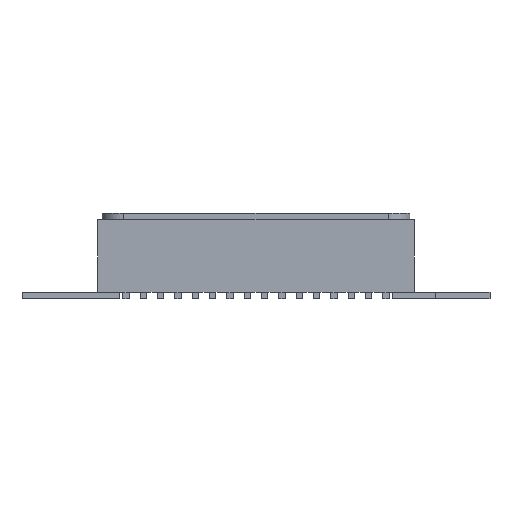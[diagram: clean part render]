
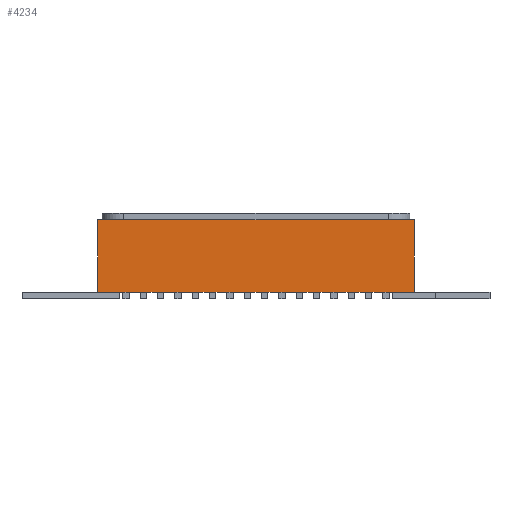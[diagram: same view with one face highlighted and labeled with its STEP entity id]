
A CAD part, left-side view. The second image highlights one B-rep face of the part: STEP entity #4234.
In plain terms, the highlighted planar face has unit normal (-1, 0, 0).
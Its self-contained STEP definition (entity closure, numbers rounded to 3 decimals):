
#4234=ADVANCED_FACE('',(#11013),#11015,.T.);
#11013=FACE_BOUND('',#11014,.T.);
#11014=EDGE_LOOP('',(#16488,#16489,#16490,#16491,#16492,#16493,#16494,#16495,#16496,
#16497,#16498,#16499,#16500,#16501,#16502,#16503,#16504,#16505,#16506,#16507,#16508,
#16509,#16510,#16511,#16512,#16513,#16514,#16515,#16516,#16517,#16518,#16519,#16520,
#16521,#16522,#16523));
#11015=PLANE('',#11016);
#11016=AXIS2_PLACEMENT_3D('',#11017,#11018,#11019);
#11017=CARTESIAN_POINT('',(0.,14.6,0.));
#11018=DIRECTION('',(-1.,0.,0.));
#11019=DIRECTION('',(0.,-1.,0.));
#16488=ORIENTED_EDGE('',*,*,#19907,.F.);
#16489=ORIENTED_EDGE('',*,*,#19908,.T.);
#16490=ORIENTED_EDGE('',*,*,#19909,.F.);
#16491=ORIENTED_EDGE('',*,*,#19910,.T.);
#16492=ORIENTED_EDGE('',*,*,#19911,.F.);
#16493=ORIENTED_EDGE('',*,*,#19912,.T.);
#16494=ORIENTED_EDGE('',*,*,#19913,.F.);
#16495=ORIENTED_EDGE('',*,*,#19914,.T.);
#16496=ORIENTED_EDGE('',*,*,#19915,.F.);
#16497=ORIENTED_EDGE('',*,*,#19916,.T.);
#16498=ORIENTED_EDGE('',*,*,#19917,.F.);
#16499=ORIENTED_EDGE('',*,*,#19918,.T.);
#16500=ORIENTED_EDGE('',*,*,#19919,.F.);
#16501=ORIENTED_EDGE('',*,*,#19920,.T.);
#16502=ORIENTED_EDGE('',*,*,#19921,.F.);
#16503=ORIENTED_EDGE('',*,*,#19922,.T.);
#16504=ORIENTED_EDGE('',*,*,#19923,.F.);
#16505=ORIENTED_EDGE('',*,*,#19924,.T.);
#16506=ORIENTED_EDGE('',*,*,#19925,.T.);
#16507=ORIENTED_EDGE('',*,*,#19836,.F.);
#16508=ORIENTED_EDGE('',*,*,#19897,.F.);
#16509=ORIENTED_EDGE('',*,*,#19926,.T.);
#16510=ORIENTED_EDGE('',*,*,#19927,.F.);
#16511=ORIENTED_EDGE('',*,*,#19928,.T.);
#16512=ORIENTED_EDGE('',*,*,#19929,.F.);
#16513=ORIENTED_EDGE('',*,*,#19930,.T.);
#16514=ORIENTED_EDGE('',*,*,#19931,.F.);
#16515=ORIENTED_EDGE('',*,*,#19932,.T.);
#16516=ORIENTED_EDGE('',*,*,#19933,.F.);
#16517=ORIENTED_EDGE('',*,*,#19934,.T.);
#16518=ORIENTED_EDGE('',*,*,#19935,.F.);
#16519=ORIENTED_EDGE('',*,*,#19936,.T.);
#16520=ORIENTED_EDGE('',*,*,#19937,.F.);
#16521=ORIENTED_EDGE('',*,*,#19938,.T.);
#16522=ORIENTED_EDGE('',*,*,#19939,.F.);
#16523=ORIENTED_EDGE('',*,*,#19940,.T.);
#19836=EDGE_CURVE('',#23109,#23111,#23112,.T.);
#19897=EDGE_CURVE('',#23230,#23109,#23232,.T.);
#19907=EDGE_CURVE('',#23250,#23251,#23252,.F.);
#19908=EDGE_CURVE('',#23250,#23253,#23254,.T.);
#19909=EDGE_CURVE('',#23255,#23253,#23256,.F.);
#19910=EDGE_CURVE('',#23255,#23257,#23258,.T.);
#19911=EDGE_CURVE('',#23259,#23257,#23260,.F.);
#19912=EDGE_CURVE('',#23259,#23261,#23262,.T.);
#19913=EDGE_CURVE('',#23263,#23261,#23264,.F.);
#19914=EDGE_CURVE('',#23263,#23265,#23266,.T.);
#19915=EDGE_CURVE('',#23267,#23265,#23268,.F.);
#19916=EDGE_CURVE('',#23267,#23269,#23270,.T.);
#19917=EDGE_CURVE('',#23271,#23269,#23272,.F.);
#19918=EDGE_CURVE('',#23271,#23273,#23274,.T.);
#19919=EDGE_CURVE('',#23275,#23273,#23276,.F.);
#19920=EDGE_CURVE('',#23275,#23277,#23278,.T.);
#19921=EDGE_CURVE('',#23279,#23277,#23280,.F.);
#19922=EDGE_CURVE('',#23279,#23281,#23282,.T.);
#19923=EDGE_CURVE('',#23283,#23281,#23284,.F.);
#19924=EDGE_CURVE('',#23283,#23285,#23286,.T.);
#19925=EDGE_CURVE('',#23285,#23111,#23287,.T.);
#19926=EDGE_CURVE('',#23230,#23288,#23289,.T.);
#19927=EDGE_CURVE('',#23290,#23288,#23291,.F.);
#19928=EDGE_CURVE('',#23290,#23292,#23293,.T.);
#19929=EDGE_CURVE('',#23294,#23292,#23295,.F.);
#19930=EDGE_CURVE('',#23294,#23296,#23297,.T.);
#19931=EDGE_CURVE('',#23298,#23296,#23299,.F.);
#19932=EDGE_CURVE('',#23298,#23300,#23301,.T.);
#19933=EDGE_CURVE('',#23302,#23300,#23303,.F.);
#19934=EDGE_CURVE('',#23302,#23304,#23305,.T.);
#19935=EDGE_CURVE('',#23306,#23304,#23307,.F.);
#19936=EDGE_CURVE('',#23306,#23308,#23309,.T.);
#19937=EDGE_CURVE('',#23310,#23308,#23311,.F.);
#19938=EDGE_CURVE('',#23310,#23312,#23313,.T.);
#19939=EDGE_CURVE('',#23314,#23312,#23315,.F.);
#19940=EDGE_CURVE('',#23314,#23251,#23316,.T.);
#23109=VERTEX_POINT('',#30207);
#23111=VERTEX_POINT('',#30211);
#23112=LINE('',#30212,#30213);
#23230=VERTEX_POINT('',#30450);
#23232=LINE('',#30454,#30455);
#23250=VERTEX_POINT('',#30492);
#23251=VERTEX_POINT('',#30493);
#23252=LINE('',#30494,#30495);
#23253=VERTEX_POINT('',#30497);
#23254=LINE('',#30498,#30499);
#23255=VERTEX_POINT('',#30501);
#23256=LINE('',#30502,#30503);
#23257=VERTEX_POINT('',#30505);
#23258=LINE('',#30506,#30507);
#23259=VERTEX_POINT('',#30509);
#23260=LINE('',#30510,#30511);
#23261=VERTEX_POINT('',#30513);
#23262=LINE('',#30514,#30515);
#23263=VERTEX_POINT('',#30517);
#23264=LINE('',#30518,#30519);
#23265=VERTEX_POINT('',#30521);
#23266=LINE('',#30522,#30523);
#23267=VERTEX_POINT('',#30525);
#23268=LINE('',#30526,#30527);
#23269=VERTEX_POINT('',#30529);
#23270=LINE('',#30530,#30531);
#23271=VERTEX_POINT('',#30533);
#23272=LINE('',#30534,#30535);
#23273=VERTEX_POINT('',#30537);
#23274=LINE('',#30538,#30539);
#23275=VERTEX_POINT('',#30541);
#23276=LINE('',#30542,#30543);
#23277=VERTEX_POINT('',#30545);
#23278=LINE('',#30546,#30547);
#23279=VERTEX_POINT('',#30549);
#23280=LINE('',#30550,#30551);
#23281=VERTEX_POINT('',#30553);
#23282=LINE('',#30554,#30555);
#23283=VERTEX_POINT('',#30557);
#23284=LINE('',#30558,#30559);
#23285=VERTEX_POINT('',#30561);
#23286=LINE('',#30562,#30563);
#23287=LINE('',#30565,#30566);
#23288=VERTEX_POINT('',#30568);
#23289=LINE('',#30569,#30570);
#23290=VERTEX_POINT('',#30572);
#23291=LINE('',#30573,#30574);
#23292=VERTEX_POINT('',#30576);
#23293=LINE('',#30577,#30578);
#23294=VERTEX_POINT('',#30580);
#23295=LINE('',#30581,#30582);
#23296=VERTEX_POINT('',#30584);
#23297=LINE('',#30585,#30586);
#23298=VERTEX_POINT('',#30588);
#23299=LINE('',#30589,#30590);
#23300=VERTEX_POINT('',#30592);
#23301=LINE('',#30593,#30594);
#23302=VERTEX_POINT('',#30596);
#23303=LINE('',#30597,#30598);
#23304=VERTEX_POINT('',#30600);
#23305=LINE('',#30601,#30602);
#23306=VERTEX_POINT('',#30604);
#23307=LINE('',#30605,#30606);
#23308=VERTEX_POINT('',#30608);
#23309=LINE('',#30609,#30610);
#23310=VERTEX_POINT('',#30612);
#23311=LINE('',#30613,#30614);
#23312=VERTEX_POINT('',#30616);
#23313=LINE('',#30617,#30618);
#23314=VERTEX_POINT('',#30620);
#23315=LINE('',#30621,#30622);
#23316=LINE('',#30624,#30625);
#30207=CARTESIAN_POINT('',(0.,14.6,3.35));
#30211=CARTESIAN_POINT('',(0.,0.,3.35));
#30212=CARTESIAN_POINT('',(0.,14.6,3.35));
#30213=VECTOR('',#30214,1.);
#30214=DIRECTION('',(0.,-1.,0.));
#30450=CARTESIAN_POINT('',(0.,14.6,0.));
#30454=CARTESIAN_POINT('',(0.,14.6,0.));
#30455=VECTOR('',#30456,1.);
#30456=DIRECTION('',(0.,0.,1.));
#30492=CARTESIAN_POINT('',(0.,7.55,0.));
#30493=CARTESIAN_POINT('',(0.,7.85,0.));
#30494=CARTESIAN_POINT('',(0.,7.85,0.));
#30495=VECTOR('',#30496,1.);
#30496=DIRECTION('',(0.,-1.,0.));
#30497=CARTESIAN_POINT('',(0.,7.05,0.));
#30498=CARTESIAN_POINT('',(0.,7.55,0.));
#30499=VECTOR('',#30500,1.);
#30500=DIRECTION('',(0.,-1.,0.));
#30501=CARTESIAN_POINT('',(0.,6.75,0.));
#30502=CARTESIAN_POINT('',(0.,7.05,0.));
#30503=VECTOR('',#30504,1.);
#30504=DIRECTION('',(0.,-1.,0.));
#30505=CARTESIAN_POINT('',(0.,6.25,0.));
#30506=CARTESIAN_POINT('',(0.,6.75,0.));
#30507=VECTOR('',#30508,1.);
#30508=DIRECTION('',(0.,-1.,0.));
#30509=CARTESIAN_POINT('',(0.,5.95,0.));
#30510=CARTESIAN_POINT('',(0.,6.25,0.));
#30511=VECTOR('',#30512,1.);
#30512=DIRECTION('',(0.,-1.,0.));
#30513=CARTESIAN_POINT('',(0.,5.45,0.));
#30514=CARTESIAN_POINT('',(0.,5.95,0.));
#30515=VECTOR('',#30516,1.);
#30516=DIRECTION('',(0.,-1.,0.));
#30517=CARTESIAN_POINT('',(0.,5.15,0.));
#30518=CARTESIAN_POINT('',(0.,5.45,0.));
#30519=VECTOR('',#30520,1.);
#30520=DIRECTION('',(0.,-1.,0.));
#30521=CARTESIAN_POINT('',(0.,4.65,0.));
#30522=CARTESIAN_POINT('',(0.,5.15,0.));
#30523=VECTOR('',#30524,1.);
#30524=DIRECTION('',(0.,-1.,0.));
#30525=CARTESIAN_POINT('',(0.,4.35,0.));
#30526=CARTESIAN_POINT('',(0.,4.65,0.));
#30527=VECTOR('',#30528,1.);
#30528=DIRECTION('',(0.,-1.,0.));
#30529=CARTESIAN_POINT('',(0.,3.85,0.));
#30530=CARTESIAN_POINT('',(0.,4.35,0.));
#30531=VECTOR('',#30532,1.);
#30532=DIRECTION('',(0.,-1.,0.));
#30533=CARTESIAN_POINT('',(0.,3.55,0.));
#30534=CARTESIAN_POINT('',(0.,3.85,0.));
#30535=VECTOR('',#30536,1.);
#30536=DIRECTION('',(0.,-1.,0.));
#30537=CARTESIAN_POINT('',(0.,3.05,0.));
#30538=CARTESIAN_POINT('',(0.,3.55,0.));
#30539=VECTOR('',#30540,1.);
#30540=DIRECTION('',(0.,-1.,0.));
#30541=CARTESIAN_POINT('',(0.,2.75,0.));
#30542=CARTESIAN_POINT('',(0.,3.05,0.));
#30543=VECTOR('',#30544,1.);
#30544=DIRECTION('',(0.,-1.,0.));
#30545=CARTESIAN_POINT('',(0.,2.25,0.));
#30546=CARTESIAN_POINT('',(0.,2.75,0.));
#30547=VECTOR('',#30548,1.);
#30548=DIRECTION('',(0.,-1.,0.));
#30549=CARTESIAN_POINT('',(0.,1.95,0.));
#30550=CARTESIAN_POINT('',(0.,2.25,0.));
#30551=VECTOR('',#30552,1.);
#30552=DIRECTION('',(0.,-1.,0.));
#30553=CARTESIAN_POINT('',(0.,1.45,0.));
#30554=CARTESIAN_POINT('',(0.,1.95,0.));
#30555=VECTOR('',#30556,1.);
#30556=DIRECTION('',(0.,-1.,0.));
#30557=CARTESIAN_POINT('',(0.,1.15,0.));
#30558=CARTESIAN_POINT('',(0.,1.45,0.));
#30559=VECTOR('',#30560,1.);
#30560=DIRECTION('',(0.,-1.,0.));
#30561=CARTESIAN_POINT('',(0.,0.,0.));
#30562=CARTESIAN_POINT('',(0.,1.15,0.));
#30563=VECTOR('',#30564,1.);
#30564=DIRECTION('',(0.,-1.,0.));
#30565=CARTESIAN_POINT('',(0.,0.,0.));
#30566=VECTOR('',#30567,1.);
#30567=DIRECTION('',(0.,0.,1.));
#30568=CARTESIAN_POINT('',(0.,13.45,0.));
#30569=CARTESIAN_POINT('',(0.,14.6,0.));
#30570=VECTOR('',#30571,1.);
#30571=DIRECTION('',(0.,-1.,0.));
#30572=CARTESIAN_POINT('',(0.,13.15,0.));
#30573=CARTESIAN_POINT('',(0.,13.45,0.));
#30574=VECTOR('',#30575,1.);
#30575=DIRECTION('',(0.,-1.,0.));
#30576=CARTESIAN_POINT('',(0.,12.65,0.));
#30577=CARTESIAN_POINT('',(0.,13.15,0.));
#30578=VECTOR('',#30579,1.);
#30579=DIRECTION('',(0.,-1.,0.));
#30580=CARTESIAN_POINT('',(0.,12.35,0.));
#30581=CARTESIAN_POINT('',(0.,12.65,0.));
#30582=VECTOR('',#30583,1.);
#30583=DIRECTION('',(0.,-1.,0.));
#30584=CARTESIAN_POINT('',(0.,11.85,0.));
#30585=CARTESIAN_POINT('',(0.,12.35,0.));
#30586=VECTOR('',#30587,1.);
#30587=DIRECTION('',(0.,-1.,0.));
#30588=CARTESIAN_POINT('',(0.,11.55,0.));
#30589=CARTESIAN_POINT('',(0.,11.85,0.));
#30590=VECTOR('',#30591,1.);
#30591=DIRECTION('',(0.,-1.,0.));
#30592=CARTESIAN_POINT('',(0.,11.05,0.));
#30593=CARTESIAN_POINT('',(0.,11.55,0.));
#30594=VECTOR('',#30595,1.);
#30595=DIRECTION('',(0.,-1.,0.));
#30596=CARTESIAN_POINT('',(0.,10.75,0.));
#30597=CARTESIAN_POINT('',(0.,11.05,0.));
#30598=VECTOR('',#30599,1.);
#30599=DIRECTION('',(0.,-1.,0.));
#30600=CARTESIAN_POINT('',(0.,10.25,0.));
#30601=CARTESIAN_POINT('',(0.,10.75,0.));
#30602=VECTOR('',#30603,1.);
#30603=DIRECTION('',(0.,-1.,0.));
#30604=CARTESIAN_POINT('',(0.,9.95,0.));
#30605=CARTESIAN_POINT('',(0.,10.25,0.));
#30606=VECTOR('',#30607,1.);
#30607=DIRECTION('',(0.,-1.,0.));
#30608=CARTESIAN_POINT('',(0.,9.45,0.));
#30609=CARTESIAN_POINT('',(0.,9.95,0.));
#30610=VECTOR('',#30611,1.);
#30611=DIRECTION('',(0.,-1.,0.));
#30612=CARTESIAN_POINT('',(0.,9.15,0.));
#30613=CARTESIAN_POINT('',(0.,9.45,0.));
#30614=VECTOR('',#30615,1.);
#30615=DIRECTION('',(0.,-1.,0.));
#30616=CARTESIAN_POINT('',(0.,8.65,0.));
#30617=CARTESIAN_POINT('',(0.,9.15,0.));
#30618=VECTOR('',#30619,1.);
#30619=DIRECTION('',(0.,-1.,0.));
#30620=CARTESIAN_POINT('',(0.,8.35,0.));
#30621=CARTESIAN_POINT('',(0.,8.65,0.));
#30622=VECTOR('',#30623,1.);
#30623=DIRECTION('',(0.,-1.,0.));
#30624=CARTESIAN_POINT('',(0.,8.35,0.));
#30625=VECTOR('',#30626,1.);
#30626=DIRECTION('',(0.,-1.,0.));
